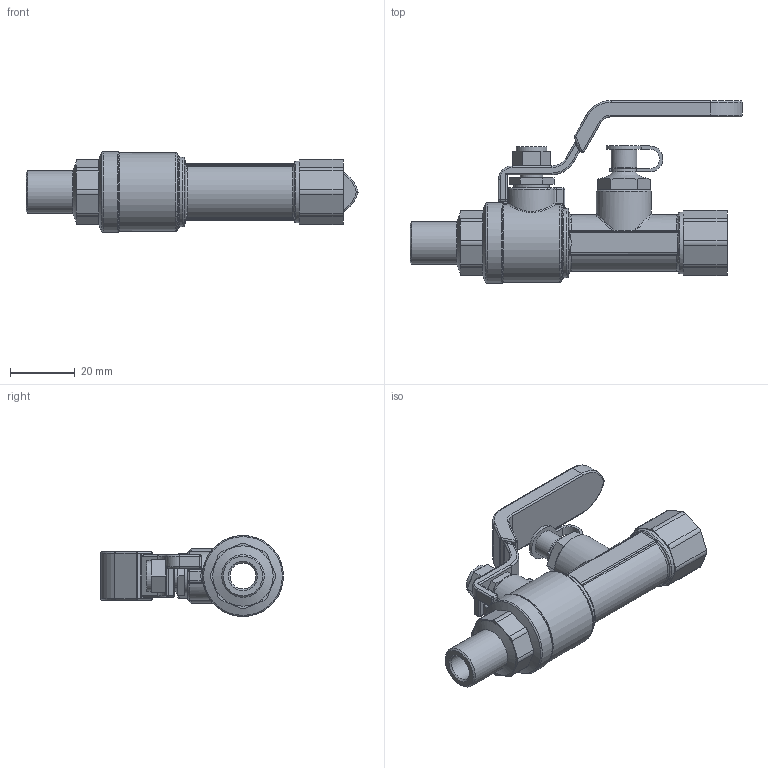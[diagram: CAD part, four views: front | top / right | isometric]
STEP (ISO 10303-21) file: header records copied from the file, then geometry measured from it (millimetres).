
FILE_DESCRIPTION(/* description */ (''),/* implementation_level */ '2;1');
FILE_NAME(/* name */ 'Spuelanschluss_mit_manuellem_Kugelventil_R1_4a_x_G1_4i_113972_113973.stp',/* time_stamp */ '2018-07-06T08:34:44+02:00',/* author */ ('002180'),/* organization */ (''),/* preprocessor_version */ 'ST-DEVELOPER v17',/* originating_system */ 'Autodesk Inventor 2018',/* authorisation */ '');
FILE_SCHEMA (('AUTOMOTIVE_DESIGN { 1 0 10303 214 3 1 1 }'));
Length unit declared in the file: millimetre
Products named in the file (4): anspa06a; Grundkörper Spülanschluss; anksn01a; Verschlussstopfen Kegelschmiernippel_gebogen
Assembly tree (3 placements, depth 2):
  anspa06a
    Grundkörper Spülanschluss
    anksn01a
    Verschlussstopfen Kegelschmiernippel_gebogen
Bounding box: 102.58 x 56.5 x 25 mm (x, y, z)
Volume: 31389.4 mm3; surface area: 15826.9 mm2
Topology: 3 solids, 3 shells, 386 faces, 939 edges, 560 vertices
Faces by surface type: cylinder 119, plane 108, bspline 74, torus 39, cone 27, sphere 19
Full cylindrical faces by diameter (mm): 1.9 x1, 2 x1, 2.3 x1, 5 x1, 6 x1, 7 x1, 8 x2, 9.5 x1, 10 x1, 11 x2, 11.445 x2, 13.157 x1, 17 x1, 19 x1, 21.6 x1, 25 x1
Entity records: 14329 total; most frequent: CARTESIAN_POINT 5505, ORIENTED_EDGE 1850, DIRECTION 1802, EDGE_CURVE 925, AXIS2_PLACEMENT_3D 732, VERTEX_POINT 560, EDGE_LOOP 407, CIRCLE 403
